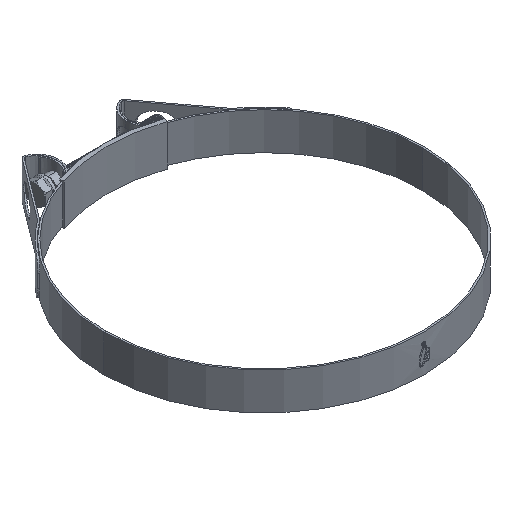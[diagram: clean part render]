
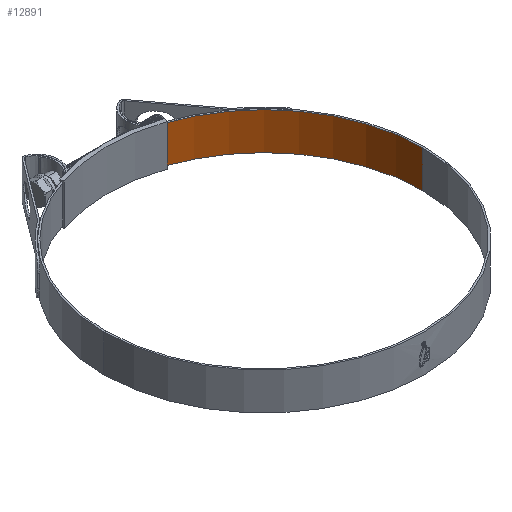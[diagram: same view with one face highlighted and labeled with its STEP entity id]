
A CAD part, isometric view. The second image highlights one B-rep face of the part: STEP entity #12891.
In plain terms, the highlighted cylindrical face has radius 119.5 mm (diameter 239 mm), a partial arc.
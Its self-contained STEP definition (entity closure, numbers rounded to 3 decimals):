
#503 = EDGE_LOOP ( 'NONE', ( #21287, #24270, #23294, #652 ) ) ;
#652 = ORIENTED_EDGE ( 'NONE', *, *, #14756, .T. ) ;
#4309 = CARTESIAN_POINT ( 'NONE',  ( 0., 0., -14. ) ) ;
#4515 = FACE_OUTER_BOUND ( 'NONE', #503, .T. ) ;
#4719 = DIRECTION ( 'NONE',  ( 0., 0., -1. ) ) ;
#5014 = DIRECTION ( 'NONE',  ( 0., 0., -1. ) ) ;
#6475 = AXIS2_PLACEMENT_3D ( 'NONE', #22804, #4719, #19814 ) ;
#9726 = DIRECTION ( 'NONE',  ( -1., 0., 0. ) ) ;
#10447 = DIRECTION ( 'NONE',  ( 0., 0., -1. ) ) ;
#10805 = VERTEX_POINT ( 'NONE', #23639 ) ;
#11312 = DIRECTION ( 'NONE',  ( 0., 0., -1. ) ) ;
#11400 = EDGE_CURVE ( 'NONE', #37427, #30058, #23249, .T. ) ;
#11474 = CARTESIAN_POINT ( 'NONE',  ( 119.5, 0., 14. ) ) ;
#12328 = VERTEX_POINT ( 'NONE', #17859 ) ;
#12848 = DIRECTION ( 'NONE',  ( -1., 0., 0. ) ) ;
#12891 = ADVANCED_FACE ( 'NONE', ( #4515 ), #13646, .F. ) ;
#12945 = CIRCLE ( 'NONE', #21863, 119.5 ) ;
#13646 = CYLINDRICAL_SURFACE ( 'NONE', #6475, 119.5 ) ;
#14034 = EDGE_CURVE ( 'NONE', #10805, #12328, #28473, .T. ) ;
#14756 = EDGE_CURVE ( 'NONE', #12328, #30058, #31292, .T. ) ;
#17287 = VECTOR ( 'NONE', #11312, 1000. ) ;
#17859 = CARTESIAN_POINT ( 'NONE',  ( 36.55, 113.773, -14. ) ) ;
#19814 = DIRECTION ( 'NONE',  ( -1., 0., 0. ) ) ;
#21287 = ORIENTED_EDGE ( 'NONE', *, *, #11400, .F. ) ;
#21328 = EDGE_CURVE ( 'NONE', #10805, #37427, #12945, .T. ) ;
#21863 = AXIS2_PLACEMENT_3D ( 'NONE', #33814, #36984, #9726 ) ;
#22804 = CARTESIAN_POINT ( 'NONE',  ( 0., 0., 14. ) ) ;
#23249 = LINE ( 'NONE', #38572, #17287 ) ;
#23294 = ORIENTED_EDGE ( 'NONE', *, *, #14034, .T. ) ;
#23639 = CARTESIAN_POINT ( 'NONE',  ( 36.55, 113.773, 14. ) ) ;
#23657 = VECTOR ( 'NONE', #5014, 1000. ) ;
#24270 = ORIENTED_EDGE ( 'NONE', *, *, #21328, .F. ) ;
#26091 = CARTESIAN_POINT ( 'NONE',  ( 36.55, 113.773, 14. ) ) ;
#28473 = LINE ( 'NONE', #26091, #23657 ) ;
#30058 = VERTEX_POINT ( 'NONE', #31693 ) ;
#30670 = AXIS2_PLACEMENT_3D ( 'NONE', #4309, #10447, #12848 ) ;
#31292 = CIRCLE ( 'NONE', #30670, 119.5 ) ;
#31693 = CARTESIAN_POINT ( 'NONE',  ( 119.5, 0., -14. ) ) ;
#33814 = CARTESIAN_POINT ( 'NONE',  ( 0., 0., 14. ) ) ;
#36984 = DIRECTION ( 'NONE',  ( 0., 0., -1. ) ) ;
#37427 = VERTEX_POINT ( 'NONE', #11474 ) ;
#38572 = CARTESIAN_POINT ( 'NONE',  ( 119.5, 0., 14. ) ) ;
